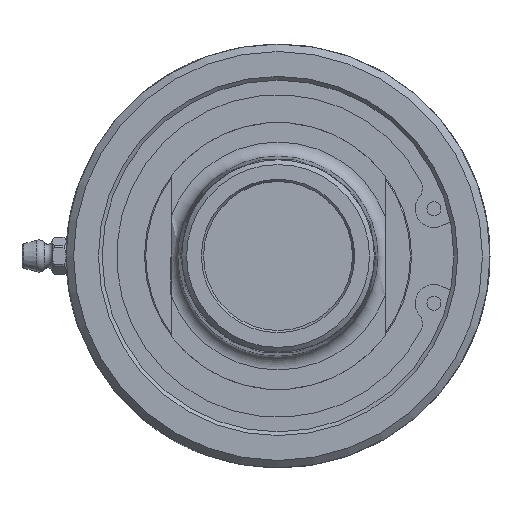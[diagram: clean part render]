
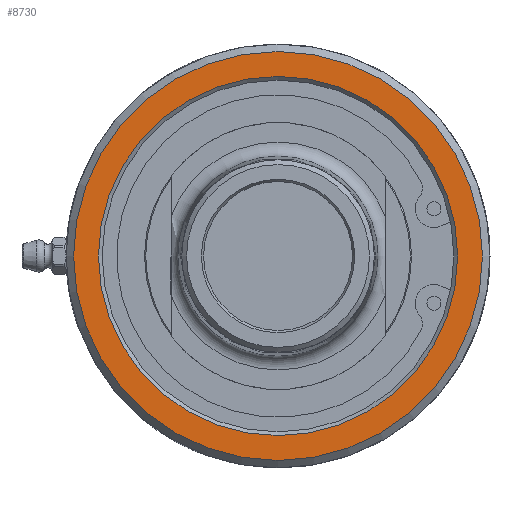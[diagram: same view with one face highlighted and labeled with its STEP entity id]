
A CAD part, left-side view. The second image highlights one B-rep face of the part: STEP entity #8730.
In plain terms, the highlighted planar face has unit normal (-1, 0, 0).
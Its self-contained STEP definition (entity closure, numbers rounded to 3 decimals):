
#59=FACE_BOUND('',#1191,.T.);
#385=PLANE('',#9312);
#674=FACE_OUTER_BOUND('',#1190,.T.);
#1190=EDGE_LOOP('',(#5991));
#1191=EDGE_LOOP('',(#5992));
#2193=CIRCLE('',#9299,43.65);
#2204=CIRCLE('',#9313,38.34);
#3525=VERTEX_POINT('',#16682);
#3539=VERTEX_POINT('',#16715);
#4485=EDGE_CURVE('',#3525,#3525,#2193,.T.);
#4500=EDGE_CURVE('',#3539,#3539,#2204,.T.);
#5991=ORIENTED_EDGE('',*,*,#4485,.F.);
#5992=ORIENTED_EDGE('',*,*,#4500,.F.);
#8730=ADVANCED_FACE('',(#674,#59),#385,.T.);
#9299=AXIS2_PLACEMENT_3D('',#16684,#10127,#10128);
#9312=AXIS2_PLACEMENT_3D('',#16714,#10157,#10158);
#9313=AXIS2_PLACEMENT_3D('',#16716,#10159,#10160);
#10127=DIRECTION('center_axis',(1.,0.,0.));
#10128=DIRECTION('ref_axis',(0.,-1.,0.));
#10157=DIRECTION('center_axis',(-1.,0.,0.));
#10158=DIRECTION('ref_axis',(0.,0.,1.));
#10159=DIRECTION('center_axis',(-1.,0.,0.));
#10160=DIRECTION('ref_axis',(0.,-1.,0.));
#16682=CARTESIAN_POINT('',(1.9,43.65,0.));
#16684=CARTESIAN_POINT('Origin',(1.9,0.,0.));
#16714=CARTESIAN_POINT('Origin',(1.9,22.625,0.));
#16715=CARTESIAN_POINT('',(1.9,38.34,0.));
#16716=CARTESIAN_POINT('Origin',(1.9,0.,0.));
